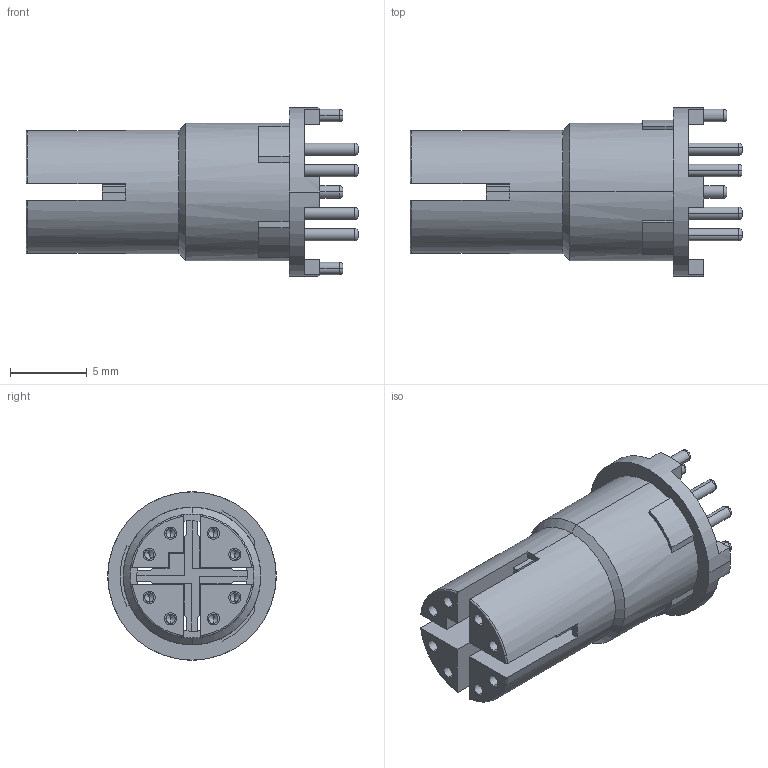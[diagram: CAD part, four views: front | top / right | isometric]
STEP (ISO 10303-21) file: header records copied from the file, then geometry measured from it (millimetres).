
FILE_DESCRIPTION (( 'STEP AP203' ), '1' );
FILE_NAME ('54-00388_revA.SLDASM.STEP', '2024-09-10T21:25:12', ( '' ), ( '' ), 'SwSTEP 2.0', 'SolidWorks 2021', '' );
FILE_SCHEMA (( 'CONFIG_CONTROL_DESIGN' ));
Length unit declared in the file: millimetre
Products named in the file (4): 54-00388_revA.SLDASM; 54-00388-01___; 54-00388-04___; 54-00388-02___
Assembly tree (10 placements, depth 2):
  54-00388_revA.SLDASM
    54-00388-01___
    54-00388-02___
    54-00388-04___  x8
Bounding box: 21.7 x 11 x 11 mm (x, y, z)
Volume: 935.2 mm3; surface area: 2677.9 mm2
Topology: 10 solids, 10 shells, 439 faces, 1107 edges, 700 vertices
Faces by surface type: plane 213, cylinder 134, torus 58, cone 34
Entity records: 7653 total; most frequent: CARTESIAN_POINT 1338, DIRECTION 1247, ORIENTED_EDGE 1174, EDGE_CURVE 587, AXIS2_PLACEMENT_3D 440, VERTEX_POINT 385, VECTOR 367, LINE 367
